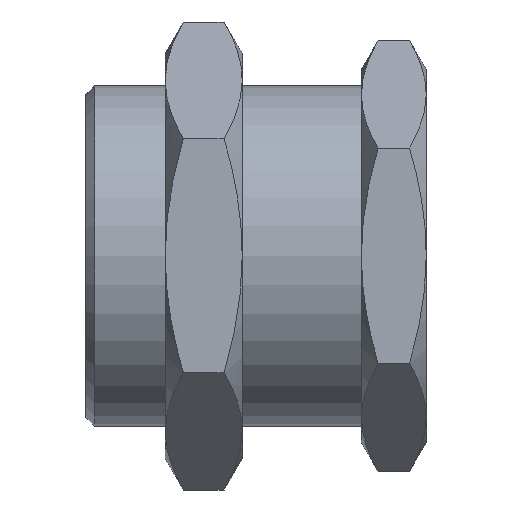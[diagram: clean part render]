
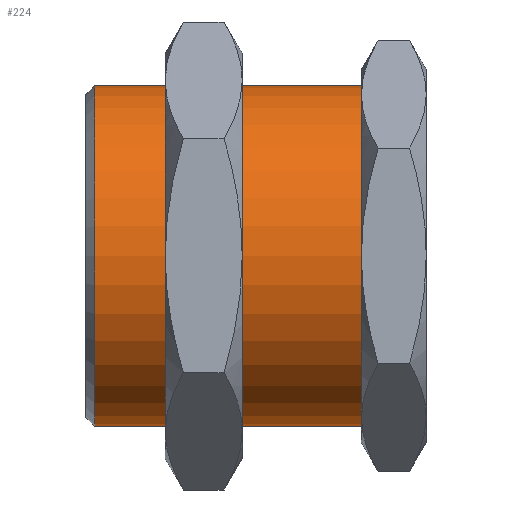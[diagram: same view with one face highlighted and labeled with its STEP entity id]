
A CAD part, top view. The second image highlights one B-rep face of the part: STEP entity #224.
In plain terms, the highlighted cylindrical face has radius 21 mm (diameter 42 mm), a partial arc.
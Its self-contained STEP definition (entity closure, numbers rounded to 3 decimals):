
#224=ADVANCED_FACE('',(#443),#444,.T.);
#443=FACE_OUTER_BOUND('',#656,.T.);
#444=CYLINDRICAL_SURFACE('',#657,21.0);
#656=EDGE_LOOP('',(#1184,#1185,#1186,#1187));
#657=AXIS2_PLACEMENT_3D('',#1188,#1189,#1190);
#1184=ORIENTED_EDGE('',*,*,#1245,.F.);
#1185=ORIENTED_EDGE('',*,*,#1398,.T.);
#1186=ORIENTED_EDGE('',*,*,#1246,.F.);
#1187=ORIENTED_EDGE('',*,*,#1242,.T.);
#1188=CARTESIAN_POINT('',(-23.959,0.0,0.0));
#1189=DIRECTION('',(1.0,0.0,0.0));
#1190=DIRECTION('',(0.0,1.0,0.0));
#1242=EDGE_CURVE('',#1477,#1478,#1479,.T.);
#1245=EDGE_CURVE('',#1482,#1478,#1483,.T.);
#1246=EDGE_CURVE('',#1477,#1484,#1485,.T.);
#1398=EDGE_CURVE('',#1482,#1484,#1679,.T.);
#1477=VERTEX_POINT('',#1918);
#1478=VERTEX_POINT('',#1919);
#1479=CIRCLE('',#1920,21.0);
#1482=VERTEX_POINT('',#1923);
#1483=LINE('',#1924,#1925);
#1484=VERTEX_POINT('',#1926);
#1485=LINE('',#1927,#1928);
#1679=CIRCLE('',#2524,21.0);
#1918=CARTESIAN_POINT('',(-8.0,-21.0,0.));
#1919=CARTESIAN_POINT('',(-8.0,21.0,0.));
#1920=AXIS2_PLACEMENT_3D('',#2578,#2579,#2580);
#1923=CARTESIAN_POINT('',(-40.918,21.0,0.0));
#1924=CARTESIAN_POINT('',(-23.959,21.0,0.));
#1925=VECTOR('',#2584,1.0);
#1926=CARTESIAN_POINT('',(-40.918,-21.0,0.));
#1927=CARTESIAN_POINT('',(-23.959,-21.0,0.));
#1928=VECTOR('',#2585,1.0);
#2524=AXIS2_PLACEMENT_3D('',#2722,#2723,#2724);
#2578=CARTESIAN_POINT('',(-8.0,0.0,0.0));
#2579=DIRECTION('',(-1.0,0.,-0.0));
#2580=DIRECTION('',(0.,1.0,0.0));
#2584=DIRECTION('',(1.0,0.0,0.0));
#2585=DIRECTION('',(-1.0,-0.0,-0.0));
#2722=CARTESIAN_POINT('',(-40.918,0.0,0.0));
#2723=DIRECTION('',(1.0,0.0,0.0));
#2724=DIRECTION('',(0.0,1.0,0.0));
